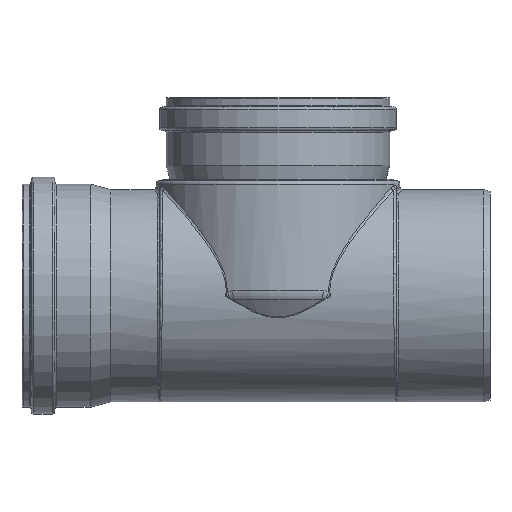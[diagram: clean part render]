
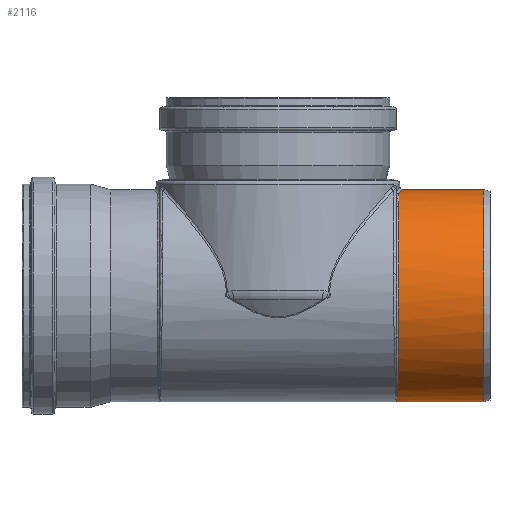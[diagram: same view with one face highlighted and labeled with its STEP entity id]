
A CAD part, left-side view. The second image highlights one B-rep face of the part: STEP entity #2116.
In plain terms, the highlighted cylindrical face has radius 200.175 mm (diameter 400.35 mm), a full revolution.
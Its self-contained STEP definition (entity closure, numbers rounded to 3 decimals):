
#139=FACE_BOUND('',#503,.T.);
#221=CYLINDRICAL_SURFACE('',#2316,200.175);
#333=FACE_OUTER_BOUND('',#502,.T.);
#502=EDGE_LOOP('',(#1792,#1793,#1794,#1795,#1796));
#503=EDGE_LOOP('',(#1797));
#741=B_SPLINE_CURVE_WITH_KNOTS('',3,(#6238,#6239,#6240,#6241,#6242,#6243,
#6244,#6245,#6246,#6247,#6248,#6249,#6250,#6251,#6252,#6253),
 .UNSPECIFIED.,.F.,.F.,(4,2,1,1,1,1,1,1,1,1,1,1,4),(-72.257,-72.231,
-69.858,-67.484,-65.11,-62.736,-60.363,
-57.989,-55.615,-54.428,-53.241,
-50.867,-48.494),.UNSPECIFIED.);
#742=B_SPLINE_CURVE_WITH_KNOTS('',3,(#6341,#6342,#6343,#6344,#6345,#6346,
#6347,#6348,#6349,#6350,#6351,#6352,#6353,#6354,#6355,#6356,#6357),
 .UNSPECIFIED.,.F.,.F.,(4,1,1,1,1,1,1,1,1,1,1,1,2,4),(-23.738,
-21.364,-18.99,-16.617,-14.243,
-11.869,-10.682,-9.495,-7.121,
-5.934,-4.748,-2.374,0.,0.026),
 .UNSPECIFIED.);
#758=B_SPLINE_CURVE_WITH_KNOTS('',3,(#6994,#6995,#6996,#6997,#6998,#6999,
#7000),.UNSPECIFIED.,.F.,.F.,(4,1,1,1,4),(-145.216,-141.888,
-138.56,-136.063,-133.567),.UNSPECIFIED.);
#808=CIRCLE('',#2260,200.175);
#813=CIRCLE('',#2266,200.175);
#844=CIRCLE('',#2317,200.175);
#1015=VERTEX_POINT('',#5958);
#1019=VERTEX_POINT('',#6153);
#1020=VERTEX_POINT('',#6155);
#1021=VERTEX_POINT('',#6339);
#1023=VERTEX_POINT('',#6361);
#1047=VERTEX_POINT('',#7001);
#1266=EDGE_CURVE('',#1019,#1020,#808,.T.);
#1268=EDGE_CURVE('',#1015,#1019,#741,.T.);
#1270=EDGE_CURVE('',#1021,#1015,#742,.T.);
#1273=EDGE_CURVE('',#1023,#1021,#813,.T.);
#1323=EDGE_CURVE('',#1020,#1023,#758,.T.);
#1324=EDGE_CURVE('',#1047,#1047,#844,.T.);
#1792=ORIENTED_EDGE('',*,*,#1273,.F.);
#1793=ORIENTED_EDGE('',*,*,#1323,.F.);
#1794=ORIENTED_EDGE('',*,*,#1266,.F.);
#1795=ORIENTED_EDGE('',*,*,#1268,.F.);
#1796=ORIENTED_EDGE('',*,*,#1270,.F.);
#1797=ORIENTED_EDGE('',*,*,#1324,.T.);
#2116=ADVANCED_FACE('',(#333,#139),#221,.T.);
#2260=AXIS2_PLACEMENT_3D('',#6156,#2611,#2612);
#2266=AXIS2_PLACEMENT_3D('',#6363,#2623,#2624);
#2316=AXIS2_PLACEMENT_3D('',#6993,#2727,#2728);
#2317=AXIS2_PLACEMENT_3D('',#7002,#2729,#2730);
#2611=DIRECTION('center_axis',(0.,1.,0.));
#2612=DIRECTION('ref_axis',(-0.983,0.,-0.184));
#2623=DIRECTION('center_axis',(0.,1.,0.));
#2624=DIRECTION('ref_axis',(0.983,0.,-0.184));
#2727=DIRECTION('center_axis',(0.,1.,0.));
#2728=DIRECTION('ref_axis',(1.,0.,0.));
#2729=DIRECTION('center_axis',(0.,1.,0.));
#2730=DIRECTION('ref_axis',(1.,0.,0.));
#5958=CARTESIAN_POINT('',(0.,-538.809,-200.175));
#6153=CARTESIAN_POINT('',(-183.935,-543.809,-78.982));
#6155=CARTESIAN_POINT('',(-55.542,-543.809,192.315));
#6156=CARTESIAN_POINT('Origin',(0.,-543.809,0.));
#6238=CARTESIAN_POINT('Ctrl Pts',(0.,-538.809,
-200.175));
#6239=CARTESIAN_POINT('Ctrl Pts',(-0.083,-538.812,
-200.175));
#6240=CARTESIAN_POINT('Ctrl Pts',(-0.167,-538.815,
-200.175));
#6241=CARTESIAN_POINT('Ctrl Pts',(-7.967,-539.064,-200.165));
#6242=CARTESIAN_POINT('Ctrl Pts',(-23.48,-539.559,-199.251));
#6243=CARTESIAN_POINT('Ctrl Pts',(-46.558,-540.291,-195.155));
#6244=CARTESIAN_POINT('Ctrl Pts',(-68.922,-540.99,-188.413));
#6245=CARTESIAN_POINT('Ctrl Pts',(-90.198,-541.642,-179.204));
#6246=CARTESIAN_POINT('Ctrl Pts',(-110.476,-542.242,-167.481));
#6247=CARTESIAN_POINT('Ctrl Pts',(-129.225,-542.768,-153.463));
#6248=CARTESIAN_POINT('Ctrl Pts',(-143.262,-543.131,-140.181));
#6249=CARTESIAN_POINT('Ctrl Pts',(-153.576,-543.371,-128.568));
#6250=CARTESIAN_POINT('Ctrl Pts',(-163.23,-543.576,-116.33));
#6251=CARTESIAN_POINT('Ctrl Pts',(-173.939,-543.757,-99.99));
#6252=CARTESIAN_POINT('Ctrl Pts',(-180.889,-543.809,-86.075));
#6253=CARTESIAN_POINT('Ctrl Pts',(-183.935,-543.809,-78.982));
#6339=CARTESIAN_POINT('',(183.935,-543.809,-78.982));
#6341=CARTESIAN_POINT('Ctrl Pts',(183.935,-543.809,-78.982));
#6342=CARTESIAN_POINT('Ctrl Pts',(180.889,-543.809,-86.075));
#6343=CARTESIAN_POINT('Ctrl Pts',(173.939,-543.757,-99.988));
#6344=CARTESIAN_POINT('Ctrl Pts',(161.089,-543.539,-119.601));
#6345=CARTESIAN_POINT('Ctrl Pts',(146.065,-543.203,-137.531));
#6346=CARTESIAN_POINT('Ctrl Pts',(129.232,-542.768,-153.458));
#6347=CARTESIAN_POINT('Ctrl Pts',(113.592,-542.33,-165.148));
#6348=CARTESIAN_POINT('Ctrl Pts',(100.345,-541.942,-173.339));
#6349=CARTESIAN_POINT('Ctrl Pts',(86.647,-541.533,-180.742));
#6350=CARTESIAN_POINT('Ctrl Pts',(72.469,-541.099,-186.877));
#6351=CARTESIAN_POINT('Ctrl Pts',(57.742,-540.641,-191.785));
#6352=CARTESIAN_POINT('Ctrl Pts',(42.706,-540.168,-195.838));
#6353=CARTESIAN_POINT('Ctrl Pts',(23.484,-539.559,-199.251));
#6354=CARTESIAN_POINT('Ctrl Pts',(7.966,-539.064,-200.165));
#6355=CARTESIAN_POINT('Ctrl Pts',(0.167,-538.815,-200.175));
#6356=CARTESIAN_POINT('Ctrl Pts',(0.083,-538.812,
-200.175));
#6357=CARTESIAN_POINT('Ctrl Pts',(0.,-538.809,
-200.175));
#6361=CARTESIAN_POINT('',(55.542,-543.809,192.315));
#6363=CARTESIAN_POINT('Origin',(0.,-543.809,0.));
#6993=CARTESIAN_POINT('Origin',(0.,-351.905,0.));
#6994=CARTESIAN_POINT('Ctrl Pts',(-55.542,-543.809,192.315));
#6995=CARTESIAN_POINT('Ctrl Pts',(-45.43,-546.397,195.236));
#6996=CARTESIAN_POINT('Ctrl Pts',(-24.436,-550.258,199.561));
#6997=CARTESIAN_POINT('Ctrl Pts',(5.46,-551.353,200.782));
#6998=CARTESIAN_POINT('Ctrl Pts',(32.361,-548.893,198.034));
#6999=CARTESIAN_POINT('Ctrl Pts',(47.958,-545.75,194.505));
#7000=CARTESIAN_POINT('Ctrl Pts',(55.542,-543.809,192.315));
#7001=CARTESIAN_POINT('',(200.175,-703.809,0.));
#7002=CARTESIAN_POINT('Origin',(0.,-703.809,0.));
